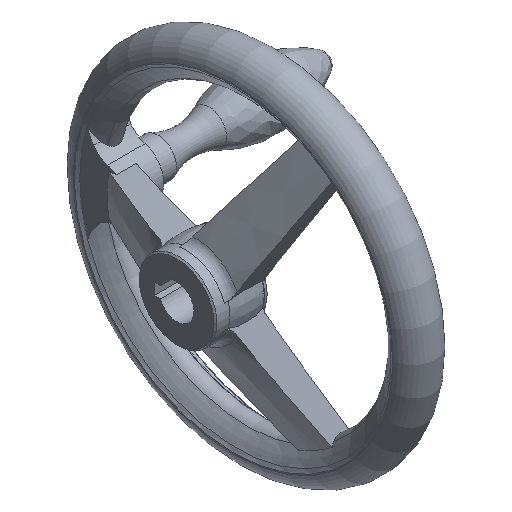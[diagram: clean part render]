
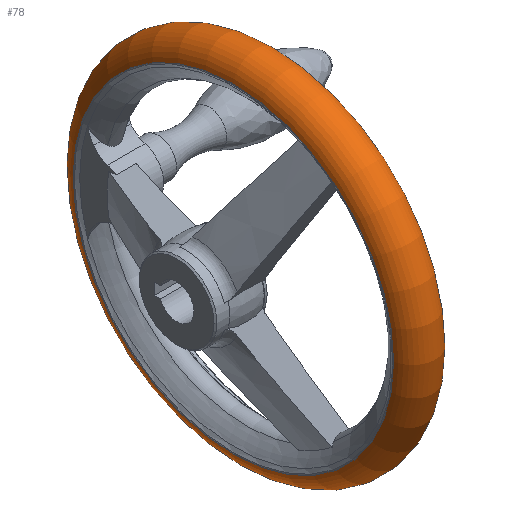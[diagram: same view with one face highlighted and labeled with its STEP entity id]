
A CAD part, isometric view. The second image highlights one B-rep face of the part: STEP entity #78.
In plain terms, the highlighted toroidal (fillet/blend) face has major radius 54.5 mm and minor radius 8 mm.
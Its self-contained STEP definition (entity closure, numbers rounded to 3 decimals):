
#78 = ADVANCED_FACE( '', ( #144, #145, #146 ), #147, .T. );
#144 = FACE_BOUND( '', #282, .T. );
#145 = FACE_OUTER_BOUND( '', #283, .T. );
#146 = FACE_OUTER_BOUND( '', #284, .T. );
#147 = TOROIDAL_SURFACE( '', #285, 54.5, 8. );
#282 = VERTEX_LOOP( '', #532 );
#283 = EDGE_LOOP( '', ( #533 ) );
#284 = EDGE_LOOP( '', ( #534 ) );
#285 = AXIS2_PLACEMENT_3D( '', #535, #536, #537 );
#532 = VERTEX_POINT( '', #1017 );
#533 = ORIENTED_EDGE( '', *, *, #1016, .T. );
#534 = ORIENTED_EDGE( '', *, *, #1018, .F. );
#535 = CARTESIAN_POINT( '', ( 27.6, 0., 0. ) );
#536 = DIRECTION( '', ( 1., 0., 0. ) );
#537 = DIRECTION( '', ( 0., 0., -1. ) );
#1016 = EDGE_CURVE( '', #1188, #1188, #1189, .T. );
#1017 = CARTESIAN_POINT( '', ( 27.6, 0., -62.5 ) );
#1018 = EDGE_CURVE( '', #1190, #1190, #1191, .T. );
#1188 = VERTEX_POINT( '', #1478 );
#1189 = CIRCLE( '', #1479, 55.831 );
#1190 = VERTEX_POINT( '', #1480 );
#1191 = CIRCLE( '', #1481, 55.834 );
#1478 = CARTESIAN_POINT( '', ( 19.712, 0., -55.831 ) );
#1479 = AXIS2_PLACEMENT_3D( '', #2317, #2318, #2319 );
#1480 = CARTESIAN_POINT( '', ( 35.488, 0., -55.834 ) );
#1481 = AXIS2_PLACEMENT_3D( '', #2320, #2321, #2322 );
#2317 = CARTESIAN_POINT( '', ( 19.712, 0., 0. ) );
#2318 = DIRECTION( '', ( 1., 0., 0. ) );
#2319 = DIRECTION( '', ( 0., 0., -1. ) );
#2320 = CARTESIAN_POINT( '', ( 35.488, 0., 0. ) );
#2321 = DIRECTION( '', ( 1., 0., 0. ) );
#2322 = DIRECTION( '', ( 0., 0., -1. ) );
